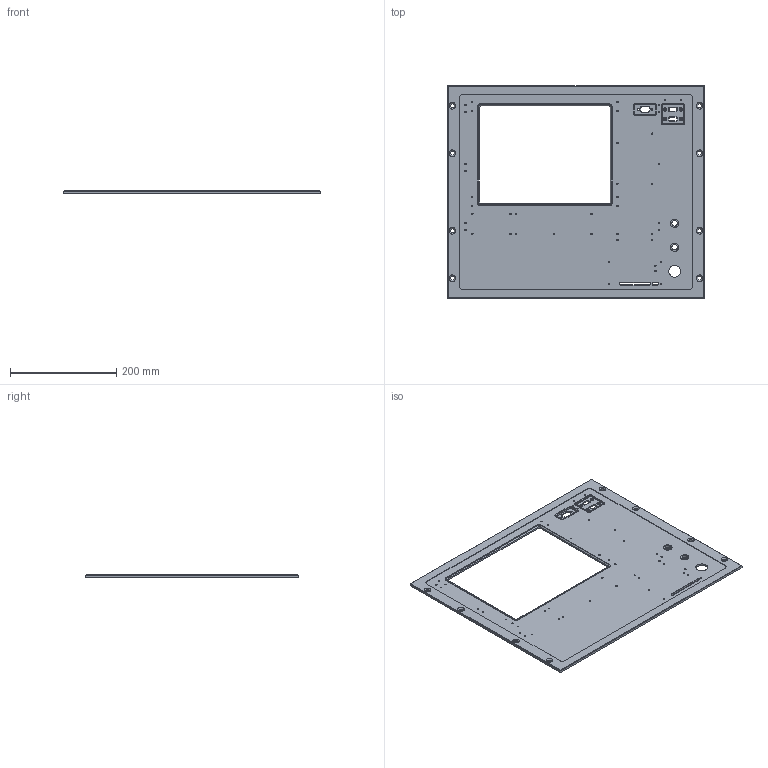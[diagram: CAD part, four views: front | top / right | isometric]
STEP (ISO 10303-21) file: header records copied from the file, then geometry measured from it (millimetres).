
FILE_DESCRIPTION (( 'STEP AP214' ), '1' );
FILE_NAME ('Pièce1.STEP', '2018-11-08T20:40:56', ( '' ), ( '' ), 'SwSTEP 2.0', 'SolidWorks 2013', '' );
FILE_SCHEMA (( 'AUTOMOTIVE_DESIGN' ));
Length unit declared in the file: millimetre
Products named in the file (1): Pièce1
Bounding box: 483 x 400 x 5 mm (x, y, z)
Volume: 591226.3 mm3; surface area: 310728.6 mm2
Topology: 1 solids, 1 shells, 334 faces, 875 edges, 555 vertices
Faces by surface type: cylinder 183, plane 102, cone 49
Entity records: 10658 total; most frequent: DIRECTION 1958, CARTESIAN_POINT 1771, ORIENTED_EDGE 1750, EDGE_CURVE 875, AXIS2_PLACEMENT_3D 750, VERTEX_POINT 555, EDGE_LOOP 480, VECTOR 458
